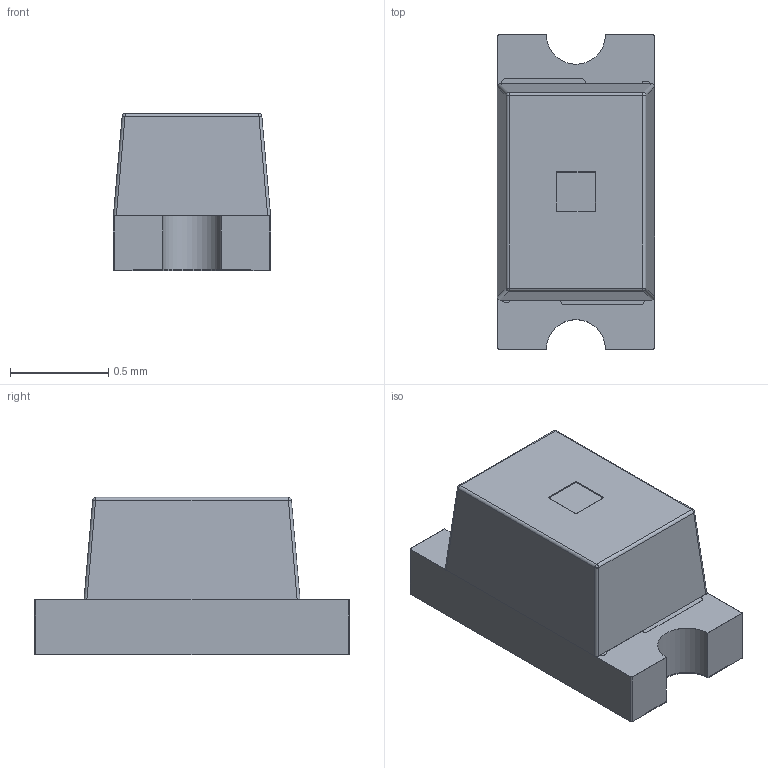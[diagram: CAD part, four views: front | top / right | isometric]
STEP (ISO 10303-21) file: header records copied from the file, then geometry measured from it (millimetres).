
FILE_DESCRIPTION(/* description */ (''),/* implementation_level */ '2;1');
FILE_NAME(/* name */ 'LED YELLOW CLEAR CHIP 0603 (1608 Metric).stp',/* time_stamp */ '2020-06-22T18:13:42-04:00',/* author */ ('Julio Mora'),/* organization */ (''),/* preprocessor_version */ 'ST-DEVELOPER v18.1',/* originating_system */ 'Autodesk Inventor 2021',/* authorisation */ '');
FILE_SCHEMA (('AUTOMOTIVE_DESIGN { 1 0 10303 214 3 1 1 }'));
Length unit declared in the file: inch
Products named in the file (6): LED YELLOW CLEAR CHIP 0603 (1608 Metric); Base; Crystal; Pads; Polarity Mark; Lite-ON Logo
Assembly tree (5 placements, depth 2):
  LED YELLOW CLEAR CHIP 0603 (1608 Metric)
    Base
    Crystal
    Pads
    Polarity Mark
    Lite-ON Logo
Bounding box: 0.8 x 1.6 x 0.8 mm (x, y, z)
Volume: 0.8 mm3; surface area: 9.2 mm2
Topology: 17 solids, 17 shells, 234 faces, 567 edges, 368 vertices
Faces by surface type: plane 157, cylinder 56, bspline 9, sphere 8, torus 4
Entity records: 7290 total; most frequent: CARTESIAN_POINT 1237, DIRECTION 1175, ORIENTED_EDGE 1134, EDGE_CURVE 567, LINE 431, VECTOR 431, AXIS2_PLACEMENT_3D 372, VERTEX_POINT 368
